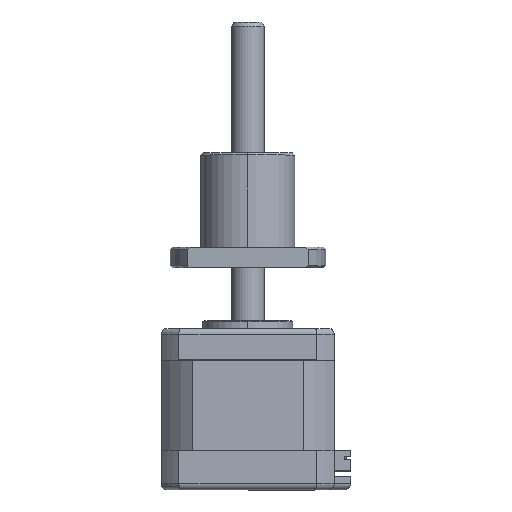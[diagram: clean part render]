
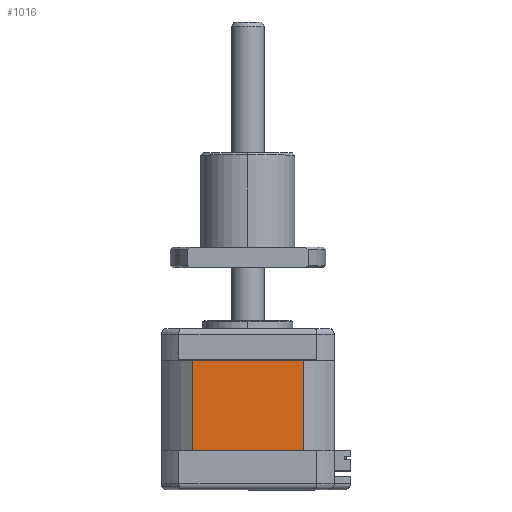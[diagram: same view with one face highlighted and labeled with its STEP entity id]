
A CAD part, top view. The second image highlights one B-rep face of the part: STEP entity #1016.
In plain terms, the highlighted planar face has unit normal (0, 0, 1).
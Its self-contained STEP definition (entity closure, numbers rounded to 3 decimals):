
#674 = EDGE_CURVE ( 'NONE', #1593, #10660, #2764, .T. ) ;
#701 = CARTESIAN_POINT ( 'NONE',  ( 8.885, -11.807, 37.738 ) ) ;
#766 = DIRECTION ( 'NONE',  ( 0., 1., 0. ) ) ;
#847 = CARTESIAN_POINT ( 'NONE',  ( 8.885, -11.807, 37.738 ) ) ;
#1016 = ADVANCED_FACE ( 'NONE', ( #2291 ), #9047, .F. ) ;
#1125 = ORIENTED_EDGE ( 'NONE', *, *, #674, .T. ) ;
#1593 = VERTEX_POINT ( 'NONE', #4242 ) ;
#1766 = DIRECTION ( 'NONE',  ( -1., 0., 0. ) ) ;
#1851 = CARTESIAN_POINT ( 'NONE',  ( -18.303, -11.807, 37.738 ) ) ;
#1868 = VECTOR ( 'NONE', #10006, 1000. ) ;
#1869 = CARTESIAN_POINT ( 'NONE',  ( 8.885, 10.193, 37.738 ) ) ;
#2291 = FACE_OUTER_BOUND ( 'NONE', #2334, .T. ) ;
#2334 = EDGE_LOOP ( 'NONE', ( #9551, #5157, #11967, #1125 ) ) ;
#2591 = CARTESIAN_POINT ( 'NONE',  ( -18.303, -11.807, 37.738 ) ) ;
#2651 = VERTEX_POINT ( 'NONE', #10436 ) ;
#2764 = LINE ( 'NONE', #3551, #4922 ) ;
#3551 = CARTESIAN_POINT ( 'NONE',  ( 8.885, -11.807, 37.738 ) ) ;
#4114 = VECTOR ( 'NONE', #1766, 1000. ) ;
#4242 = CARTESIAN_POINT ( 'NONE',  ( 8.885, -11.807, 37.738 ) ) ;
#4309 = LINE ( 'NONE', #2591, #1868 ) ;
#4415 = AXIS2_PLACEMENT_3D ( 'NONE', #701, #5353, #11845 ) ;
#4922 = VECTOR ( 'NONE', #766, 1000. ) ;
#4949 = EDGE_CURVE ( 'NONE', #11237, #2651, #4309, .T. ) ;
#5157 = ORIENTED_EDGE ( 'NONE', *, *, #4949, .F. ) ;
#5353 = DIRECTION ( 'NONE',  ( 0., 0., -1. ) ) ;
#5381 = CARTESIAN_POINT ( 'NONE',  ( 8.885, 10.193, 37.738 ) ) ;
#6317 = DIRECTION ( 'NONE',  ( -1., 0., 0. ) ) ;
#7346 = VECTOR ( 'NONE', #6317, 1000. ) ;
#9047 = PLANE ( 'NONE',  #4415 ) ;
#9551 = ORIENTED_EDGE ( 'NONE', *, *, #10539, .T. ) ;
#9786 = LINE ( 'NONE', #5381, #7346 ) ;
#10006 = DIRECTION ( 'NONE',  ( 0., 1., 0. ) ) ;
#10436 = CARTESIAN_POINT ( 'NONE',  ( -18.303, 10.193, 37.738 ) ) ;
#10539 = EDGE_CURVE ( 'NONE', #10660, #2651, #9786, .T. ) ;
#10660 = VERTEX_POINT ( 'NONE', #1869 ) ;
#11165 = EDGE_CURVE ( 'NONE', #1593, #11237, #11536, .T. ) ;
#11237 = VERTEX_POINT ( 'NONE', #1851 ) ;
#11536 = LINE ( 'NONE', #847, #4114 ) ;
#11845 = DIRECTION ( 'NONE',  ( 1., 0., 0. ) ) ;
#11967 = ORIENTED_EDGE ( 'NONE', *, *, #11165, .F. ) ;
